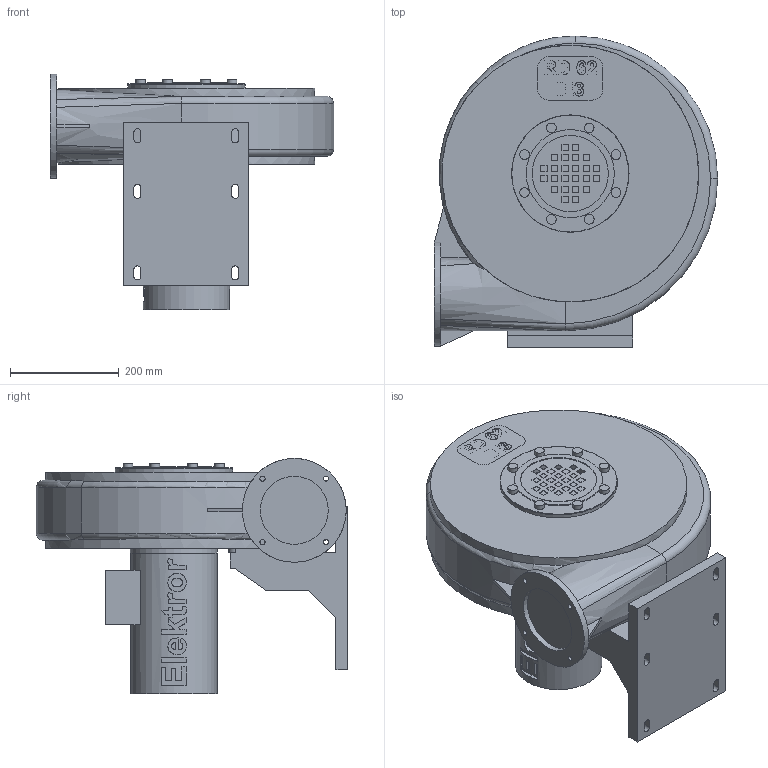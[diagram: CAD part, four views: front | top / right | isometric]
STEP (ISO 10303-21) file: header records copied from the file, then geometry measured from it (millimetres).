
FILE_DESCRIPTION(/* description */ ('RD 62'),/* implementation_level */ '2;1');
FILE_NAME(/* name */ 'AttTemp.stp',/* time_stamp */ '2016-11-28T10:26:34+01:00',/* author */ ('Sticha'),/* organization */ (''),/* preprocessor_version */ 'ST-DEVELOPER v15.6',/* originating_system */ 'Autodesk Inventor 2015',/* authorisation */ '');
FILE_SCHEMA (('AUTOMOTIVE_DESIGN { 1 0 10303 214 3 1 1 }'));
Length unit declared in the file: millimetre
Products named in the file (1): 01-TB-34127
Bounding box: 521 x 573 x 432.5 mm (x, y, z)
Volume: 38899159.8 mm3; surface area: 1217886.8 mm2
Topology: 1 solids, 12 shells, 559 faces, 1480 edges, 982 vertices
Faces by surface type: plane 336, bspline 141, cylinder 66, torus 8, cone 8
Full cylindrical faces by diameter (mm): 7 x3, 8.38 x8, 9.5 x4, 17.8 x8, 125 x1, 140 x2, 159 x1, 160 x1, 162 x1, 215 x1, 216 x1, 472 x2
Entity records: 18814 total; most frequent: CARTESIAN_POINT 5392, ORIENTED_EDGE 2808, DIRECTION 2138, EDGE_CURVE 1404, VERTEX_POINT 954, LINE 916, VECTOR 916, EDGE_LOOP 708
